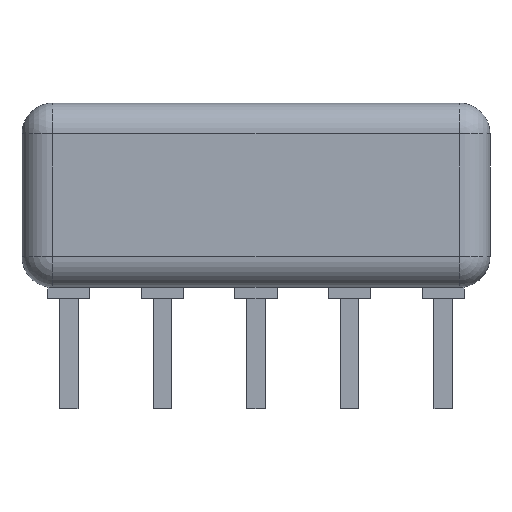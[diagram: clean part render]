
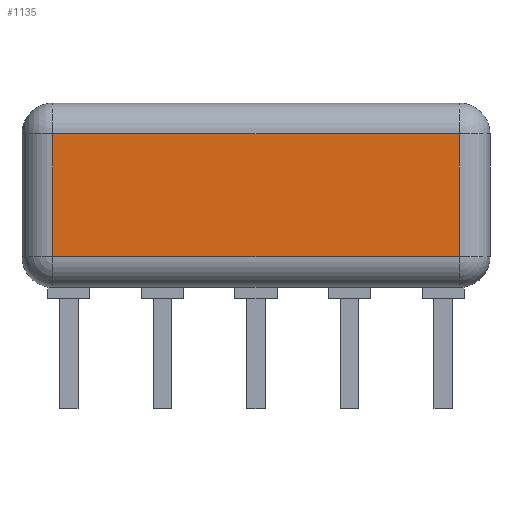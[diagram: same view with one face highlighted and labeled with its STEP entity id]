
A CAD part, front view. The second image highlights one B-rep face of the part: STEP entity #1135.
In plain terms, the highlighted planar face has unit normal (0, -1, 0).
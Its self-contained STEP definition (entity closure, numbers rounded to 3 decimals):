
#484 = VERTEX_POINT('',#485);
#485 = CARTESIAN_POINT('',(-0.437,-1.25,1.133));
#492 = EDGE_CURVE('',#484,#493,#495,.T.);
#493 = VERTEX_POINT('',#494);
#494 = CARTESIAN_POINT('',(10.597,-1.25,1.133));
#495 = LINE('',#496,#497);
#496 = CARTESIAN_POINT('',(-1.27,-1.25,1.133));
#497 = VECTOR('',#498,1.);
#498 = DIRECTION('',(1.,0.,0.));
#1135 = ADVANCED_FACE('',(#1136),#1161,.F.);
#1136 = FACE_BOUND('',#1137,.F.);
#1137 = EDGE_LOOP('',(#1138,#1148,#1154,#1155));
#1138 = ORIENTED_EDGE('',*,*,#1139,.T.);
#1139 = EDGE_CURVE('',#1140,#1142,#1144,.T.);
#1140 = VERTEX_POINT('',#1141);
#1141 = CARTESIAN_POINT('',(-0.437,-1.25,4.467));
#1142 = VERTEX_POINT('',#1143);
#1143 = CARTESIAN_POINT('',(10.597,-1.25,4.467));
#1144 = LINE('',#1145,#1146);
#1145 = CARTESIAN_POINT('',(-1.27,-1.25,4.467));
#1146 = VECTOR('',#1147,1.);
#1147 = DIRECTION('',(1.,0.,0.));
#1148 = ORIENTED_EDGE('',*,*,#1149,.T.);
#1149 = EDGE_CURVE('',#1142,#493,#1150,.T.);
#1150 = LINE('',#1151,#1152);
#1151 = CARTESIAN_POINT('',(10.597,-1.25,5.3));
#1152 = VECTOR('',#1153,1.);
#1153 = DIRECTION('',(0.,0.,-1.));
#1154 = ORIENTED_EDGE('',*,*,#492,.F.);
#1155 = ORIENTED_EDGE('',*,*,#1156,.F.);
#1156 = EDGE_CURVE('',#1140,#484,#1157,.T.);
#1157 = LINE('',#1158,#1159);
#1158 = CARTESIAN_POINT('',(-0.437,-1.25,5.3));
#1159 = VECTOR('',#1160,1.);
#1160 = DIRECTION('',(0.,0.,-1.));
#1161 = PLANE('',#1162);
#1162 = AXIS2_PLACEMENT_3D('',#1163,#1164,#1165);
#1163 = CARTESIAN_POINT('',(-1.27,-1.25,5.3));
#1164 = DIRECTION('',(0.,1.,0.));
#1165 = DIRECTION('',(0.,0.,-1.));
